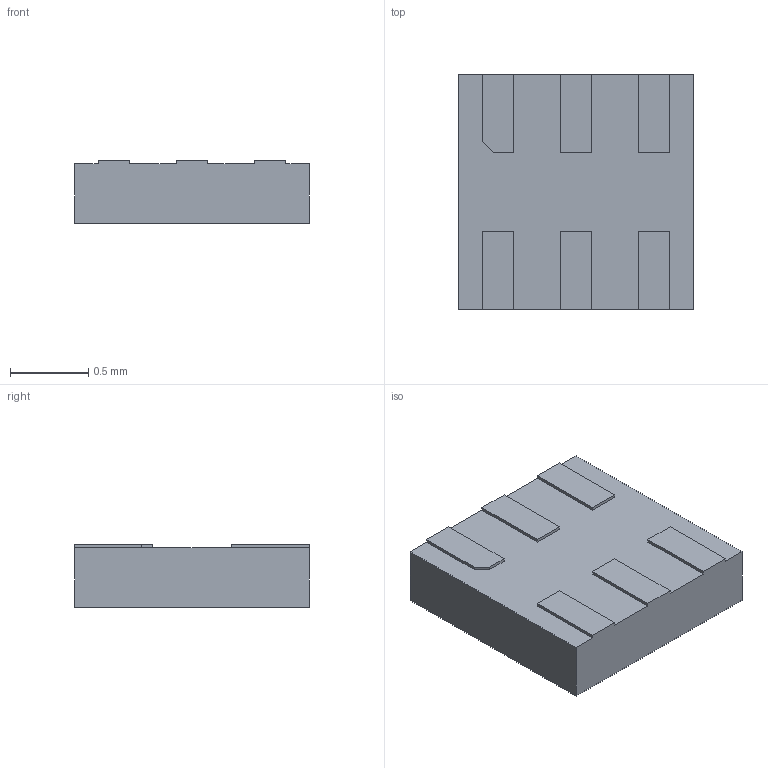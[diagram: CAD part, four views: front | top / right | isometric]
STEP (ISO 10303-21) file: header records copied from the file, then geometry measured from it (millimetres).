
FILE_DESCRIPTION((''),'2;1');
FILE_NAME('C-20011957-01','2019-12-13T07:50:58',('workeradm'),('TE Connectivity Ltd.'),'CREO PARAMETRIC BY PTC INC, 2019030','CREO PARAMETRIC BY PTC INC, 2019030','');
FILE_SCHEMA(('AUTOMOTIVE_DESIGN { 1 0 10303 214 1 1 1 1 }'));
Length unit declared in the file: millimetre
Products named in the file (1): C-20011957-01
Bounding box: 1.5 x 1.5 x 0.4 mm (x, y, z)
Volume: 0.9 mm3; surface area: 6.9 mm2
Topology: 1 solids, 1 shells, 34 faces, 91 edges, 60 vertices
Faces by surface type: plane 32, cylinder 2
Entity records: 1255 total; most frequent: CARTESIAN_POINT 219, ORIENTED_EDGE 182, DIRECTION 155, EDGE_CURVE 91, VECTOR 87, LINE 87, VERTEX_POINT 60, EDGE_LOOP 35
